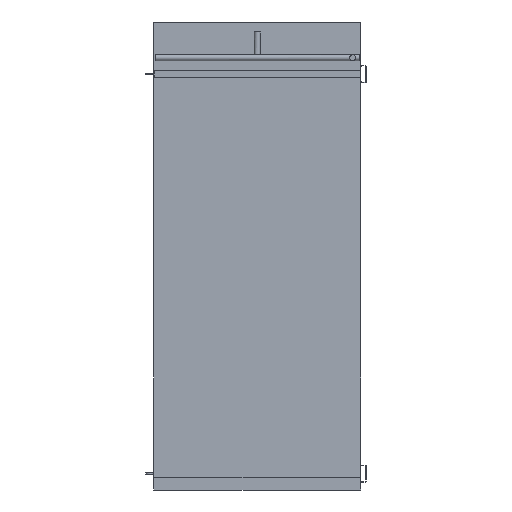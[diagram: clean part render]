
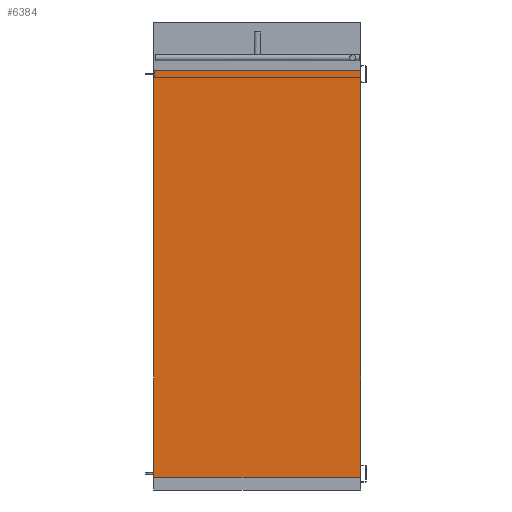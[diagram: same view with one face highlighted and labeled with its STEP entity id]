
A CAD part, front view. The second image highlights one B-rep face of the part: STEP entity #6384.
In plain terms, the highlighted planar face has unit normal (0, -1, 0).
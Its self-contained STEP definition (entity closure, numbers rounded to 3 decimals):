
#321 = DIRECTION ( 'NONE',  ( 1., 0., 0. ) ) ;
#382 = VERTEX_POINT ( 'NONE', #794 ) ;
#520 = CARTESIAN_POINT ( 'NONE',  ( -725., 0., 0. ) ) ;
#627 = DIRECTION ( 'NONE',  ( 0., 0., 1. ) ) ;
#669 = CARTESIAN_POINT ( 'NONE',  ( 725., 0., -2850. ) ) ;
#794 = CARTESIAN_POINT ( 'NONE',  ( 725., 0., 0. ) ) ;
#1023 = ORIENTED_EDGE ( 'NONE', *, *, #6106, .F. ) ;
#1030 = DIRECTION ( 'NONE',  ( 1., 0., 0. ) ) ;
#1038 = CARTESIAN_POINT ( 'NONE',  ( -725., 0., -2850. ) ) ;
#1621 = EDGE_LOOP ( 'NONE', ( #1023, #3508, #3594, #2468 ) ) ;
#2229 = LINE ( 'NONE', #4959, #2307 ) ;
#2307 = VECTOR ( 'NONE', #4911, 1000. ) ;
#2468 = ORIENTED_EDGE ( 'NONE', *, *, #6103, .T. ) ;
#2521 = AXIS2_PLACEMENT_3D ( 'NONE', #6100, #6092, #6081 ) ;
#2662 = LINE ( 'NONE', #520, #3125 ) ;
#3059 = LINE ( 'NONE', #669, #3636 ) ;
#3107 = VERTEX_POINT ( 'NONE', #4689 ) ;
#3125 = VECTOR ( 'NONE', #321, 1000. ) ;
#3438 = VECTOR ( 'NONE', #1030, 1000. ) ;
#3465 = CARTESIAN_POINT ( 'NONE',  ( -725., 0., -2850. ) ) ;
#3508 = ORIENTED_EDGE ( 'NONE', *, *, #5574, .F. ) ;
#3537 = CARTESIAN_POINT ( 'NONE',  ( -725., 0., 0. ) ) ;
#3594 = ORIENTED_EDGE ( 'NONE', *, *, #5249, .T. ) ;
#3618 = LINE ( 'NONE', #1038, #3438 ) ;
#3636 = VECTOR ( 'NONE', #627, 1000. ) ;
#3824 = VERTEX_POINT ( 'NONE', #3537 ) ;
#4689 = CARTESIAN_POINT ( 'NONE',  ( 725., 0., -2850. ) ) ;
#4911 = DIRECTION ( 'NONE',  ( 0., 0., 1. ) ) ;
#4959 = CARTESIAN_POINT ( 'NONE',  ( -725., 0., -2850. ) ) ;
#5249 = EDGE_CURVE ( 'NONE', #5722, #3107, #3618, .T. ) ;
#5274 = FACE_OUTER_BOUND ( 'NONE', #1621, .T. ) ;
#5574 = EDGE_CURVE ( 'NONE', #5722, #3824, #2229, .T. ) ;
#5722 = VERTEX_POINT ( 'NONE', #3465 ) ;
#6081 = DIRECTION ( 'NONE',  ( 0., 0., -1. ) ) ;
#6092 = DIRECTION ( 'NONE',  ( 0., -1., 0. ) ) ;
#6100 = CARTESIAN_POINT ( 'NONE',  ( -725., 0., -2850. ) ) ;
#6103 = EDGE_CURVE ( 'NONE', #3107, #382, #3059, .T. ) ;
#6106 = EDGE_CURVE ( 'NONE', #3824, #382, #2662, .T. ) ;
#6128 = PLANE ( 'NONE',  #2521 ) ;
#6384 = ADVANCED_FACE ( 'NONE', ( #5274 ), #6128, .T. ) ;
